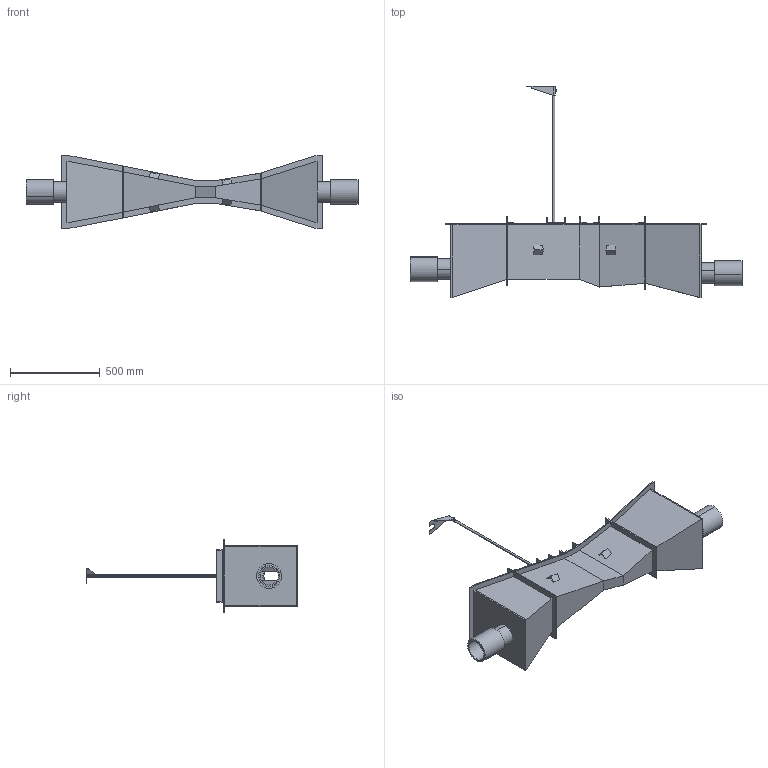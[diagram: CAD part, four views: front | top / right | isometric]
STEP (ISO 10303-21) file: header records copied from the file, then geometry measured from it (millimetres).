
FILE_DESCRIPTION (( 'STEP AP214' ), '1' );
FILE_NAME ('2in Parshall flume Assem1.STEP', '2020-08-10T11:34:26', ( '' ), ( '' ), 'SwSTEP 2.0', 'SolidWorks 2020', '' );
FILE_SCHEMA (( 'AUTOMOTIVE_DESIGN' ));
Length unit declared in the file: inch
Products named in the file (17): hex nut_ai_HNUT 0.2500-20-D-N; parshall outlet end adapter_2 INCH; Rev ATop Bracket Rev A sheet metal; 2in Parshall flume Assem1; FRP Pipe Stub_O4" ; Ultrasonic Transducer Assy_2in Parshall Flume; Rev ATop Bracket Tube; 2in Parshal Flume_2 inch; Fernco Coupler_4 INCH FERNCO FITTING; MirrorAngle bracket; Angle bracket; Rev ATop Bracket Assembly; Parshall Staff Gauge 24in long parshall staff gauge_English Staff Gauge - 12"; C Channel Ultrasonic Bkt_2in Parshall; Copy of 49976 Rev Ashaft^Ultrasonic Transducer Assy; Rev Abase plate; parshall inlet adapter_2 inch
Assembly tree (20 placements, depth 4):
  2in Parshall flume Assem1
    2in Parshal Flume_2 inch
    Ultrasonic Transducer Assy_2in Parshall Flume
      Rev Abase plate
      Copy of 49976 Rev Ashaft^Ultrasonic Transducer Assy
      Rev ATop Bracket Assembly
        hex nut_ai_HNUT 0.2500-20-D-N
        Rev ATop Bracket Tube
        Rev ATop Bracket Rev A sheet metal
      C Channel Ultrasonic Bkt_2in Parshall
    Angle bracket  x3
    MirrorAngle bracket
    parshall inlet adapter_2 inch
    parshall outlet end adapter_2 INCH
    Parshall Staff Gauge 24in long parshall staff gauge_English Staff Gauge - 12"
    FRP Pipe Stub_O4"   x2
    Fernco Coupler_4 INCH FERNCO FITTING  x2
Bounding box: 1854.2 x 1183.61 x 406.4 mm (x, y, z)
Volume: 13170883.8 mm3; surface area: 4190238 mm2
Topology: 22 solids, 22 shells, 294 faces, 722 edges, 470 vertices
Faces by surface type: plane 229, cylinder 47, cone 16, bspline 2
Entity records: 9705 total; most frequent: CARTESIAN_POINT 1829, ORIENTED_EDGE 1324, DIRECTION 1274, EDGE_CURVE 662, LINE 544, VECTOR 544, VERTEX_POINT 430, AXIS2_PLACEMENT_3D 365
